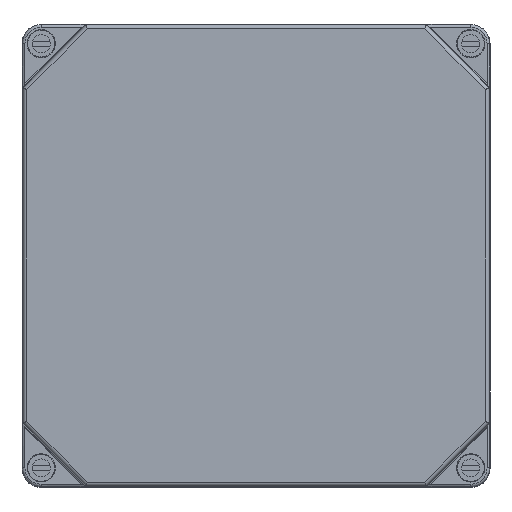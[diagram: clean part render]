
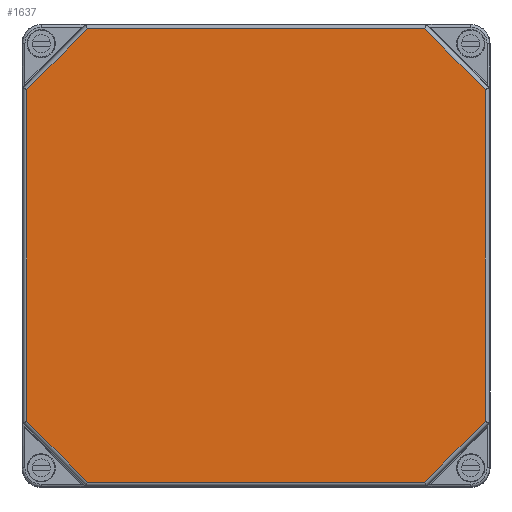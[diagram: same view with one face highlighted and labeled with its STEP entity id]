
A CAD part, top view. The second image highlights one B-rep face of the part: STEP entity #1637.
In plain terms, the highlighted planar face has unit normal (0, 0, 1).
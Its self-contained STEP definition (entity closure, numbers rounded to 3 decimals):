
#1637 = ADVANCED_FACE( '', ( #3485 ), #3486, .T. );
#3485 = FACE_OUTER_BOUND( '', #5481, .T. );
#3486 = PLANE( '', #5482 );
#5481 = EDGE_LOOP( '', ( #10098, #10099, #10100, #10101, #10102, #10103, #10104, #10105 ) );
#5482 = AXIS2_PLACEMENT_3D( '', #10106, #10107, #10108 );
#10098 = ORIENTED_EDGE( '', *, *, #13020, .T. );
#10099 = ORIENTED_EDGE( '', *, *, #13088, .F. );
#10100 = ORIENTED_EDGE( '', *, *, #12974, .T. );
#10101 = ORIENTED_EDGE( '', *, *, #13241, .F. );
#10102 = ORIENTED_EDGE( '', *, *, #11604, .T. );
#10103 = ORIENTED_EDGE( '', *, *, #13242, .T. );
#10104 = ORIENTED_EDGE( '', *, *, #12058, .T. );
#10105 = ORIENTED_EDGE( '', *, *, #13243, .T. );
#10106 = CARTESIAN_POINT( '', ( 0., 0., 92.5 ) );
#10107 = DIRECTION( '', ( 0., 0., 1. ) );
#10108 = DIRECTION( '', ( 1., 0., 0. ) );
#11604 = EDGE_CURVE( '', #13904, #13902, #13905, .T. );
#12058 = EDGE_CURVE( '', #14658, #14659, #14660, .T. );
#12974 = EDGE_CURVE( '', #16008, #16009, #16010, .T. );
#13020 = EDGE_CURVE( '', #16073, #16071, #16074, .T. );
#13088 = EDGE_CURVE( '', #16008, #16071, #16149, .T. );
#13241 = EDGE_CURVE( '', #13904, #16009, #16321, .T. );
#13242 = EDGE_CURVE( '', #13902, #14658, #16322, .T. );
#13243 = EDGE_CURVE( '', #14659, #16073, #16323, .T. );
#13902 = VERTEX_POINT( '', #17133 );
#13904 = VERTEX_POINT( '', #17135 );
#13905 = LINE( '', #17136, #17137 );
#14658 = VERTEX_POINT( '', #18178 );
#14659 = VERTEX_POINT( '', #18179 );
#14660 = LINE( '', #18180, #18181 );
#16008 = VERTEX_POINT( '', #20099 );
#16009 = VERTEX_POINT( '', #20100 );
#16010 = LINE( '', #20101, #20102 );
#16071 = VERTEX_POINT( '', #20184 );
#16073 = VERTEX_POINT( '', #20186 );
#16074 = LINE( '', #20187, #20188 );
#16149 = LINE( '', #20294, #20295 );
#16321 = LINE( '', #20538, #20539 );
#16322 = LINE( '', #20540, #20541 );
#16323 = LINE( '', #20542, #20543 );
#17133 = CARTESIAN_POINT( '', ( 65.546, 88.182, 92.5 ) );
#17135 = CARTESIAN_POINT( '', ( 89.182, 64.546, 92.5 ) );
#17136 = CARTESIAN_POINT( '', ( 95.042, 58.686, 92.5 ) );
#17137 = VECTOR( '', #21236, 1000. );
#18178 = CARTESIAN_POINT( '', ( -65.546, 88.182, 92.5 ) );
#18179 = CARTESIAN_POINT( '', ( -89.182, 64.546, 92.5 ) );
#18180 = CARTESIAN_POINT( '', ( -59.686, 94.042, 92.5 ) );
#18181 = VECTOR( '', #21788, 1000. );
#20099 = CARTESIAN_POINT( '', ( 65.546, -88.182, 92.5 ) );
#20100 = CARTESIAN_POINT( '', ( 89.182, -64.546, 92.5 ) );
#20101 = CARTESIAN_POINT( '', ( 59.686, -94.042, 92.5 ) );
#20102 = VECTOR( '', #22891, 1000. );
#20184 = CARTESIAN_POINT( '', ( -65.546, -88.182, 92.5 ) );
#20186 = CARTESIAN_POINT( '', ( -89.182, -64.546, 92.5 ) );
#20187 = CARTESIAN_POINT( '', ( -95.042, -58.686, 92.5 ) );
#20188 = VECTOR( '', #22961, 1000. );
#20294 = CARTESIAN_POINT( '', ( 100., -88.182, 92.5 ) );
#20295 = VECTOR( '', #23017, 1000. );
#20538 = CARTESIAN_POINT( '', ( 89.182, 150., 92.5 ) );
#20539 = VECTOR( '', #23130, 1000. );
#20540 = CARTESIAN_POINT( '', ( 100., 88.182, 92.5 ) );
#20541 = VECTOR( '', #23131, 1000. );
#20542 = CARTESIAN_POINT( '', ( -89.182, 150., 92.5 ) );
#20543 = VECTOR( '', #23132, 1000. );
#21236 = DIRECTION( '', ( -0.707, 0.707, 0. ) );
#21788 = DIRECTION( '', ( -0.707, -0.707, 0. ) );
#22891 = DIRECTION( '', ( 0.707, 0.707, 0. ) );
#22961 = DIRECTION( '', ( 0.707, -0.707, 0. ) );
#23017 = DIRECTION( '', ( -1., 0., 0. ) );
#23130 = DIRECTION( '', ( 0., -1., 0. ) );
#23131 = DIRECTION( '', ( -1., 0., 0. ) );
#23132 = DIRECTION( '', ( 0., -1., 0. ) );
